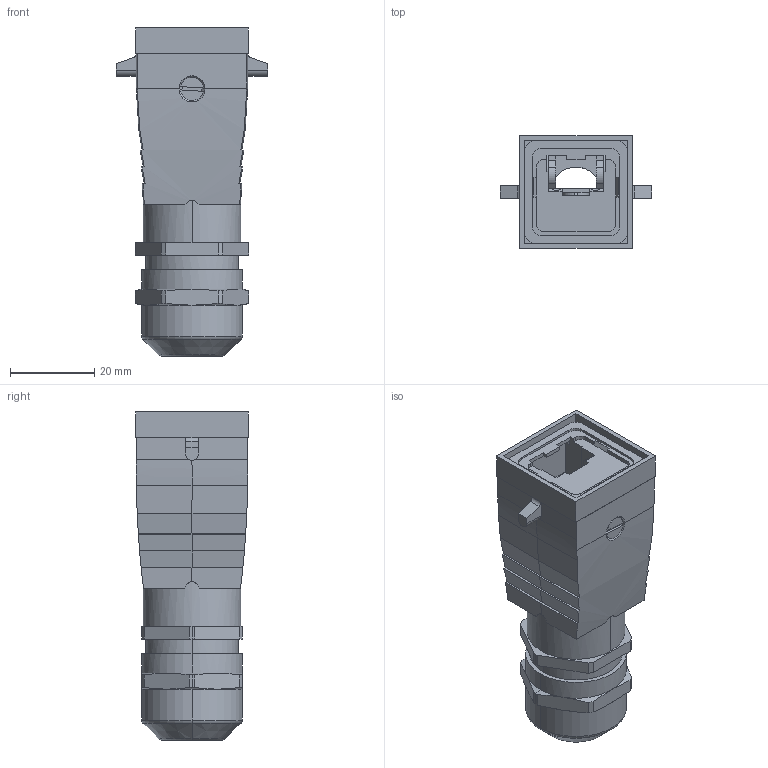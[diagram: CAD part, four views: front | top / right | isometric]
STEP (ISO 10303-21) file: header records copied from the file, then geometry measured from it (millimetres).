
FILE_DESCRIPTION(('CATIA V5 STEP Exchange','CAx-IF Rec.Pracs.--- Model Styling and Organization---1.4--- 2014-01-23'),'2;1');
FILE_NAME ('028513-3_0_1962540000_1962540000.stp','2020-08-17T05:17:00+00:00',('none'),('Weidmueller'),'CATIA Version 5-6 Release 2016 SP3 HF44','CATIA V5 STEP AP214','none');
FILE_SCHEMA(('AUTOMOTIVE_DESIGN { 1 0 10303 214 1 1 1 1 }'));
Length unit declared in the file: millimetre
Products named in the file (1): 1962540000
Bounding box: 36 x 26.7 x 78 mm (x, y, z)
Volume: 22359.3 mm3; surface area: 19615.5 mm2
Topology: 4 solids, 4 shells, 455 faces, 1275 edges, 830 vertices
Faces by surface type: plane 287, cylinder 119, cone 35, torus 8, extrusion 6
Entity records: 14584 total; most frequent: CARTESIAN_POINT 3559, ORIENTED_EDGE 2550, DIRECTION 1817, EDGE_CURVE 1275, VECTOR 908, LINE 902, VERTEX_POINT 830, AXIS2_PLACEMENT_3D 565
